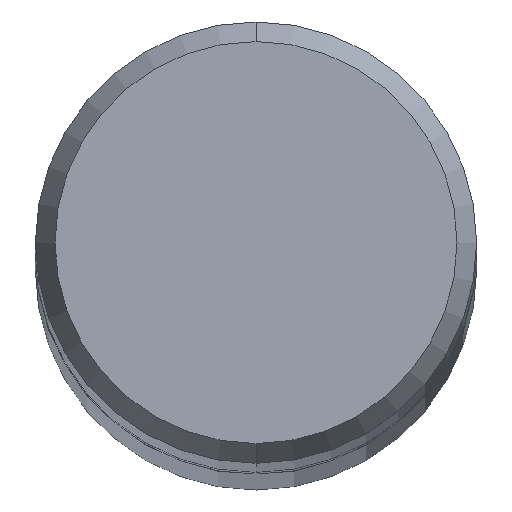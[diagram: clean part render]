
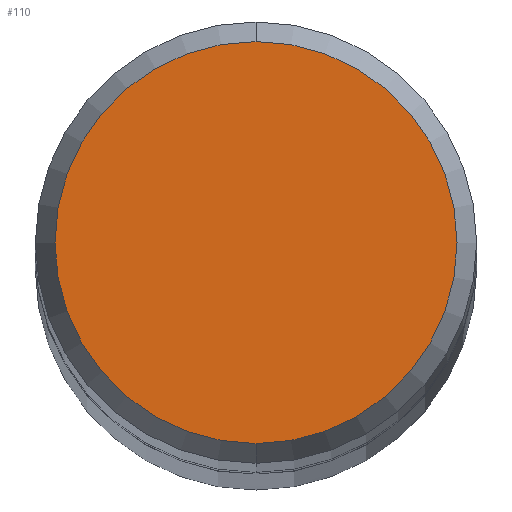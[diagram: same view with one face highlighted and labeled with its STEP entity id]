
A CAD part, top view. The second image highlights one B-rep face of the part: STEP entity #110.
In plain terms, the highlighted planar face has unit normal (0, 0, 1).
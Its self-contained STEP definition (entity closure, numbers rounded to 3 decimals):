
#110=ADVANCED_FACE('',(#258),#259,.T.);
#140=EDGE_CURVE('',#160,#184,#291,.T.);
#160=VERTEX_POINT('',#316);
#170=EDGE_CURVE('',#184,#160,#326,.T.);
#184=VERTEX_POINT('',#340);
#258=FACE_OUTER_BOUND('',#419,.T.);
#259=PLANE('',#420);
#291=CIRCLE('',#460,2.349);
#316=CARTESIAN_POINT('',(0.,-2.349,0.0));
#326=CIRCLE('',#506,2.349);
#340=CARTESIAN_POINT('',(0.0,2.349,0.0));
#419=EDGE_LOOP('',(#604,#605));
#420=AXIS2_PLACEMENT_3D('',#606,#607,#608);
#460=AXIS2_PLACEMENT_3D('',#634,#635,#636);
#506=AXIS2_PLACEMENT_3D('',#684,#685,#686);
#604=ORIENTED_EDGE('',*,*,#170,.F.);
#605=ORIENTED_EDGE('',*,*,#140,.F.);
#606=CARTESIAN_POINT('',(0.0,1.174,0.0));
#607=DIRECTION('',(-0.0,0.0,1.0));
#608=DIRECTION('',(0.0,-1.0,0.0));
#634=CARTESIAN_POINT('',(0.0,0.0,0.0));
#635=DIRECTION('',(0.0,0.0,-1.0));
#636=DIRECTION('',(0.0,1.0,0.0));
#684=CARTESIAN_POINT('',(0.0,0.0,0.0));
#685=DIRECTION('',(0.0,0.0,-1.0));
#686=DIRECTION('',(0.0,1.0,0.0));
